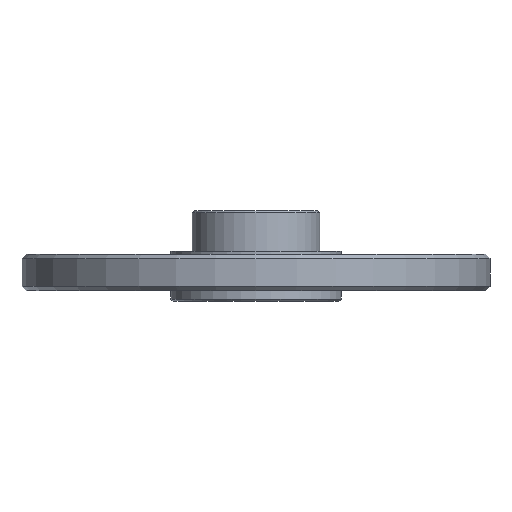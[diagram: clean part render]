
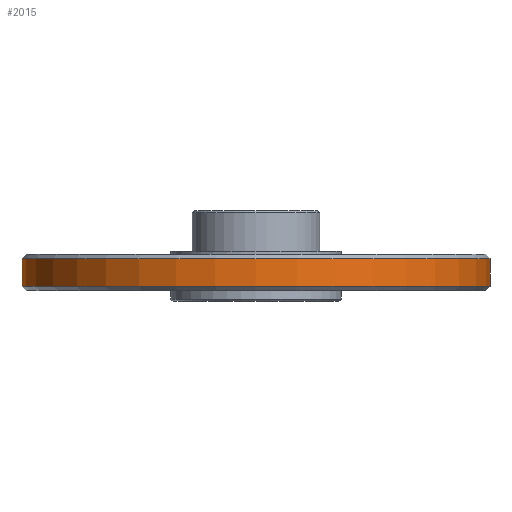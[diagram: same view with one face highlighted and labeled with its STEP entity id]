
A CAD part, left-side view. The second image highlights one B-rep face of the part: STEP entity #2015.
In plain terms, the highlighted cylindrical face has radius 11 mm (diameter 22 mm), a partial arc.
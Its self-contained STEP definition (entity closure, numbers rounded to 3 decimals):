
#732=CARTESIAN_POINT('',(0.,0.,1.5));
#733=DIRECTION('',(0.,0.,-1.));
#734=DIRECTION('',(0.,-1.,0.));
#735=AXIS2_PLACEMENT_3D('',#732,#733,#734);
#737=DIRECTION('',(0.,0.,-1.));
#738=VECTOR('',#737,1.3);
#739=CARTESIAN_POINT('',(0.,-11.,
1.5));
#740=LINE('',#739,#738);
#741=CARTESIAN_POINT('',(0.,0.,0.2));
#742=DIRECTION('',(0.,0.,-1.));
#743=DIRECTION('',(0.,-1.,0.));
#744=AXIS2_PLACEMENT_3D('',#741,#742,#743);
#746=DIRECTION('',(0.,0.,-1.));
#747=VECTOR('',#746,1.3);
#748=CARTESIAN_POINT('',(0.,11.,1.5));
#749=LINE('',#748,#747);
#844=CARTESIAN_POINT('',(0.,-11.,1.5));
#845=CARTESIAN_POINT('',(0.,11.,1.5));
#846=VERTEX_POINT('',#844);
#847=VERTEX_POINT('',#845);
#856=CARTESIAN_POINT('',(0.,-11.,0.2));
#857=CARTESIAN_POINT('',(0.,11.,0.2));
#858=VERTEX_POINT('',#856);
#859=VERTEX_POINT('',#857);
#2004=CARTESIAN_POINT('',(0.,0.,-0.713));
#2005=DIRECTION('',(0.,0.,1.));
#2006=DIRECTION('',(0.,1.,0.));
#2007=AXIS2_PLACEMENT_3D('',#2004,#2005,#2006);
#2008=CYLINDRICAL_SURFACE('',#2007,11.);
#2009=ORIENTED_EDGE('',*,*,#1996,.F.);
#2010=ORIENTED_EDGE('',*,*,#1972,.T.);
#2011=ORIENTED_EDGE('',*,*,#1942,.T.);
#2012=ORIENTED_EDGE('',*,*,#1969,.F.);
#2013=EDGE_LOOP('',(#2009,#2010,#2011,#2012));
#2014=FACE_OUTER_BOUND('',#2013,.F.);
#2015=ADVANCED_FACE('',(#2014),#2008,.T.);
#736=CIRCLE('',#735,11.);
#745=CIRCLE('',#744,11.);
#1942=EDGE_CURVE('',#858,#859,#745,.T.);
#1969=EDGE_CURVE('',#847,#859,#749,.T.);
#1972=EDGE_CURVE('',#846,#858,#740,.T.);
#1996=EDGE_CURVE('',#846,#847,#736,.T.);
